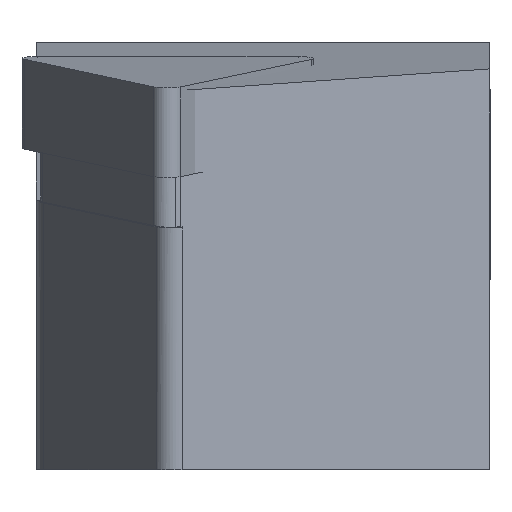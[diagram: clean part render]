
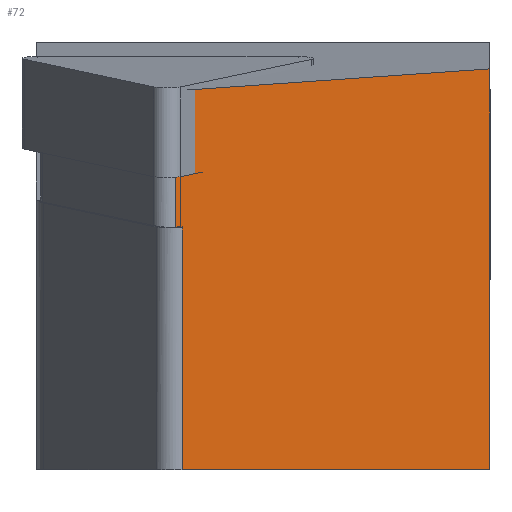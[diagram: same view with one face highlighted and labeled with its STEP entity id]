
A CAD part, left-side view. The second image highlights one B-rep face of the part: STEP entity #72.
In plain terms, the highlighted planar face has unit normal (-0.861, -0.497, -0.106).
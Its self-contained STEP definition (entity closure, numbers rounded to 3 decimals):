
#72=ADVANCED_FACE('',(#138),#107,.F.);
#107=PLANE('',#730);
#138=FACE_OUTER_BOUND('',#175,.T.);
#175=EDGE_LOOP('',(#426,#427,#428,#429,#430,#431));
#199=LINE('',#977,#271);
#202=LINE('',#984,#274);
#212=LINE('',#1013,#284);
#214=LINE('',#1017,#286);
#233=LINE('',#1052,#305);
#240=LINE('',#1067,#312);
#271=VECTOR('',#784,1.);
#274=VECTOR('',#789,1.);
#284=VECTOR('',#815,1.);
#286=VECTOR('',#819,1.);
#305=VECTOR('',#846,1.);
#312=VECTOR('',#865,1.);
#426=ORIENTED_EDGE('',*,*,#597,.F.);
#427=ORIENTED_EDGE('',*,*,#615,.F.);
#428=ORIENTED_EDGE('',*,*,#636,.F.);
#429=ORIENTED_EDGE('',*,*,#617,.F.);
#430=ORIENTED_EDGE('',*,*,#600,.F.);
#431=ORIENTED_EDGE('',*,*,#643,.T.);
#535=VERTEX_POINT('',#976);
#536=VERTEX_POINT('',#978);
#538=VERTEX_POINT('',#983);
#539=VERTEX_POINT('',#985);
#549=VERTEX_POINT('',#1012);
#551=VERTEX_POINT('',#1018);
#597=EDGE_CURVE('',#535,#536,#199,.T.);
#600=EDGE_CURVE('',#538,#539,#202,.T.);
#615=EDGE_CURVE('',#549,#535,#212,.T.);
#617=EDGE_CURVE('',#539,#551,#214,.T.);
#636=EDGE_CURVE('',#551,#549,#233,.T.);
#643=EDGE_CURVE('',#538,#536,#240,.T.);
#730=AXIS2_PLACEMENT_3D('',#1068,#866,#867);
#784=DIRECTION('',(-0.493,0.868,-0.061));
#789=DIRECTION('',(0.493,-0.868,0.061));
#815=DIRECTION('',(-0.122,0.,0.993));
#819=DIRECTION('',(0.122,0.,-0.993));
#846=DIRECTION('',(-0.5,0.866,0.));
#865=DIRECTION('',(0.122,0.,-0.993));
#866=DIRECTION('',(0.861,0.497,0.106));
#867=DIRECTION('',(0.5,-0.866,0.));
#976=CARTESIAN_POINT('',(3.035,16.191,-7.224));
#977=CARTESIAN_POINT('',(3.035,16.191,-7.224));
#978=CARTESIAN_POINT('',(2.848,16.52,-7.247));
#983=CARTESIAN_POINT('',(1.965,16.52,-0.061));
#984=CARTESIAN_POINT('',(2.153,16.191,-0.038));
#985=CARTESIAN_POINT('',(11.362,0.,1.093));
#1012=CARTESIAN_POINT('',(4.604,16.191,-20.));
#1013=CARTESIAN_POINT('',(8.21,16.191,-49.367));
#1017=CARTESIAN_POINT('',(17.419,0.,-48.237));
#1018=CARTESIAN_POINT('',(13.952,0.,-20.));
#1052=CARTESIAN_POINT('',(5.506,14.629,-20.));
#1067=CARTESIAN_POINT('',(8.022,16.52,-49.39));
#1068=CARTESIAN_POINT('',(8.21,16.191,-49.367));
